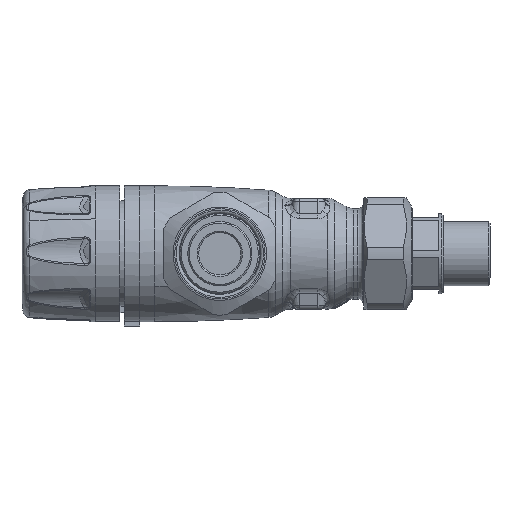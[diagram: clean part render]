
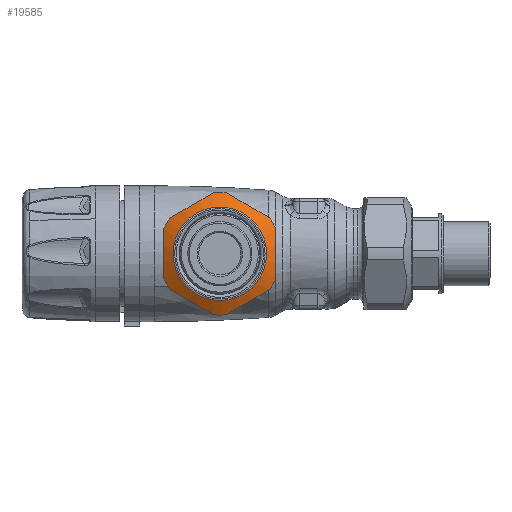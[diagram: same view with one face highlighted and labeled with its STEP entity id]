
A CAD part, left-side view. The second image highlights one B-rep face of the part: STEP entity #19585.
In plain terms, the highlighted conical face has half-angle 60 degrees and reference radius 17.78 mm.
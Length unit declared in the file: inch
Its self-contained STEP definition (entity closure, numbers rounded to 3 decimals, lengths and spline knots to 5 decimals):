
#39=(
BOUNDED_CURVE()
B_SPLINE_CURVE(2,(#86316,#86317,#86318),.UNSPECIFIED.,.F.,.F.)
B_SPLINE_CURVE_WITH_KNOTS((3,3),(0.,1.67512),.UNSPECIFIED.)
CURVE()
GEOMETRIC_REPRESENTATION_ITEM()
RATIONAL_B_SPLINE_CURVE((1.,1.096,1.))
REPRESENTATION_ITEM('')
);
#40=(
BOUNDED_CURVE()
B_SPLINE_CURVE(2,(#86322,#86323,#86324),.UNSPECIFIED.,.F.,.F.)
B_SPLINE_CURVE_WITH_KNOTS((3,3),(0.,1.67512),.UNSPECIFIED.)
CURVE()
GEOMETRIC_REPRESENTATION_ITEM()
RATIONAL_B_SPLINE_CURVE((1.,1.096,1.))
REPRESENTATION_ITEM('')
);
#41=(
BOUNDED_CURVE()
B_SPLINE_CURVE(2,(#86328,#86329,#86330),.UNSPECIFIED.,.F.,.F.)
B_SPLINE_CURVE_WITH_KNOTS((3,3),(0.,1.67512),.UNSPECIFIED.)
CURVE()
GEOMETRIC_REPRESENTATION_ITEM()
RATIONAL_B_SPLINE_CURVE((1.,1.096,1.))
REPRESENTATION_ITEM('')
);
#42=(
BOUNDED_CURVE()
B_SPLINE_CURVE(2,(#86334,#86335,#86336),.UNSPECIFIED.,.F.,.F.)
B_SPLINE_CURVE_WITH_KNOTS((3,3),(0.,1.67512),.UNSPECIFIED.)
CURVE()
GEOMETRIC_REPRESENTATION_ITEM()
RATIONAL_B_SPLINE_CURVE((1.,1.096,1.))
REPRESENTATION_ITEM('')
);
#43=(
BOUNDED_CURVE()
B_SPLINE_CURVE(2,(#86340,#86341,#86342),.UNSPECIFIED.,.F.,.F.)
B_SPLINE_CURVE_WITH_KNOTS((3,3),(0.,1.67512),.UNSPECIFIED.)
CURVE()
GEOMETRIC_REPRESENTATION_ITEM()
RATIONAL_B_SPLINE_CURVE((1.,1.096,1.))
REPRESENTATION_ITEM('')
);
#44=(
BOUNDED_CURVE()
B_SPLINE_CURVE(2,(#86346,#86347,#86348),.UNSPECIFIED.,.F.,.F.)
B_SPLINE_CURVE_WITH_KNOTS((3,3),(0.,1.67512),.UNSPECIFIED.)
CURVE()
GEOMETRIC_REPRESENTATION_ITEM()
RATIONAL_B_SPLINE_CURVE((1.,1.096,1.))
REPRESENTATION_ITEM('')
);
#1001=CONICAL_SURFACE('',#21689,0.7,1.047);
#2441=FACE_OUTER_BOUND('',#3735,.T.);
#3735=EDGE_LOOP('',(#16862,#16863,#16864,#16865,#16866,#16867,#16868,#16869,
#16870,#16871,#16872,#16873,#16874,#16875,#16876,#16877));
#4804=CIRCLE('',#21686,0.60928);
#4806=CIRCLE('',#21690,0.8);
#4807=CIRCLE('',#21691,0.8);
#4808=CIRCLE('',#21692,0.8);
#4809=CIRCLE('',#21693,0.8);
#4810=CIRCLE('',#21694,0.8);
#4811=CIRCLE('',#21695,0.8);
#4812=CIRCLE('',#21696,0.8);
#5646=LINE('',#86312,#6481);
#6481=VECTOR('',#26529,0.7);
#8654=VERTEX_POINT('',#86304);
#8656=VERTEX_POINT('',#86311);
#8657=VERTEX_POINT('',#86313);
#8658=VERTEX_POINT('',#86315);
#8659=VERTEX_POINT('',#86319);
#8660=VERTEX_POINT('',#86321);
#8661=VERTEX_POINT('',#86325);
#8662=VERTEX_POINT('',#86327);
#8663=VERTEX_POINT('',#86331);
#8664=VERTEX_POINT('',#86333);
#8665=VERTEX_POINT('',#86337);
#8666=VERTEX_POINT('',#86339);
#8667=VERTEX_POINT('',#86343);
#8668=VERTEX_POINT('',#86345);
#11395=EDGE_CURVE('',#8654,#8654,#4804,.T.);
#11397=EDGE_CURVE('',#8654,#8656,#5646,.T.);
#11398=EDGE_CURVE('',#8657,#8656,#4806,.T.);
#11399=EDGE_CURVE('',#8658,#8657,#39,.T.);
#11400=EDGE_CURVE('',#8659,#8658,#4807,.T.);
#11401=EDGE_CURVE('',#8660,#8659,#40,.T.);
#11402=EDGE_CURVE('',#8661,#8660,#4808,.T.);
#11403=EDGE_CURVE('',#8662,#8661,#41,.T.);
#11404=EDGE_CURVE('',#8663,#8662,#4809,.T.);
#11405=EDGE_CURVE('',#8664,#8663,#42,.T.);
#11406=EDGE_CURVE('',#8665,#8664,#4810,.T.);
#11407=EDGE_CURVE('',#8666,#8665,#43,.T.);
#11408=EDGE_CURVE('',#8667,#8666,#4811,.T.);
#11409=EDGE_CURVE('',#8668,#8667,#44,.T.);
#11410=EDGE_CURVE('',#8656,#8668,#4812,.T.);
#16862=ORIENTED_EDGE('',*,*,#11395,.F.);
#16863=ORIENTED_EDGE('',*,*,#11397,.T.);
#16864=ORIENTED_EDGE('',*,*,#11398,.F.);
#16865=ORIENTED_EDGE('',*,*,#11399,.F.);
#16866=ORIENTED_EDGE('',*,*,#11400,.F.);
#16867=ORIENTED_EDGE('',*,*,#11401,.F.);
#16868=ORIENTED_EDGE('',*,*,#11402,.F.);
#16869=ORIENTED_EDGE('',*,*,#11403,.F.);
#16870=ORIENTED_EDGE('',*,*,#11404,.F.);
#16871=ORIENTED_EDGE('',*,*,#11405,.F.);
#16872=ORIENTED_EDGE('',*,*,#11406,.F.);
#16873=ORIENTED_EDGE('',*,*,#11407,.F.);
#16874=ORIENTED_EDGE('',*,*,#11408,.F.);
#16875=ORIENTED_EDGE('',*,*,#11409,.F.);
#16876=ORIENTED_EDGE('',*,*,#11410,.F.);
#16877=ORIENTED_EDGE('',*,*,#11397,.F.);
#19585=ADVANCED_FACE('',(#2441),#1001,.T.);
#21686=AXIS2_PLACEMENT_3D('',#86306,#26521,#26522);
#21689=AXIS2_PLACEMENT_3D('',#86310,#26527,#26528);
#21690=AXIS2_PLACEMENT_3D('',#86314,#26530,#26531);
#21691=AXIS2_PLACEMENT_3D('',#86320,#26532,#26533);
#21692=AXIS2_PLACEMENT_3D('',#86326,#26534,#26535);
#21693=AXIS2_PLACEMENT_3D('',#86332,#26536,#26537);
#21694=AXIS2_PLACEMENT_3D('',#86338,#26538,#26539);
#21695=AXIS2_PLACEMENT_3D('',#86344,#26540,#26541);
#21696=AXIS2_PLACEMENT_3D('',#86349,#26542,#26543);
#26521=DIRECTION('center_axis',(0.,0.,
1.));
#26522=DIRECTION('ref_axis',(-1.,0.,0.));
#26527=DIRECTION('center_axis',(0.,0.,-1.));
#26528=DIRECTION('ref_axis',(1.,0.,0.));
#26529=DIRECTION('',(-0.866,0.,-0.5));
#26530=DIRECTION('center_axis',(0.,0.,-1.));
#26531=DIRECTION('ref_axis',(-1.,0.,0.));
#26532=DIRECTION('center_axis',(0.,0.,-1.));
#26533=DIRECTION('ref_axis',(-1.,0.,0.));
#26534=DIRECTION('center_axis',(0.,0.,-1.));
#26535=DIRECTION('ref_axis',(-1.,0.,0.));
#26536=DIRECTION('center_axis',(0.,0.,-1.));
#26537=DIRECTION('ref_axis',(-1.,0.,0.));
#26538=DIRECTION('center_axis',(0.,0.,-1.));
#26539=DIRECTION('ref_axis',(-1.,0.,0.));
#26540=DIRECTION('center_axis',(0.,0.,-1.));
#26541=DIRECTION('ref_axis',(-1.,0.,0.));
#26542=DIRECTION('center_axis',(0.,0.,-1.));
#26543=DIRECTION('ref_axis',(-1.,0.,0.));
#86304=CARTESIAN_POINT('',(-0.60928,0.,0.62464));
#86306=CARTESIAN_POINT('Origin',(0.,0.,
0.62464));
#86310=CARTESIAN_POINT('Origin',(0.,0.,0.57226));
#86311=CARTESIAN_POINT('',(-0.8,0.,0.51453));
#86312=CARTESIAN_POINT('',(-0.7,0.,0.57226));
#86313=CARTESIAN_POINT('',(-0.79583,-0.08158,0.51453));
#86314=CARTESIAN_POINT('Origin',(0.,0.,0.51453));
#86315=CARTESIAN_POINT('',(-0.46857,-0.64842,0.51453));
#86316=CARTESIAN_POINT('Ctrl Pts',(-0.46857,-0.64842,
0.51453));
#86317=CARTESIAN_POINT('Ctrl Pts',(-0.6322,-0.365,0.59182));
#86318=CARTESIAN_POINT('Ctrl Pts',(-0.79583,-0.08158,
0.51453));
#86319=CARTESIAN_POINT('',(-0.32726,-0.73,0.51453));
#86320=CARTESIAN_POINT('Origin',(0.,0.,0.51453));
#86321=CARTESIAN_POINT('',(0.32726,-0.73,0.51453));
#86322=CARTESIAN_POINT('Ctrl Pts',(0.32726,-0.73,0.51453));
#86323=CARTESIAN_POINT('Ctrl Pts',(0.,-0.73,0.59182));
#86324=CARTESIAN_POINT('Ctrl Pts',(-0.32726,-0.73,0.51453));
#86325=CARTESIAN_POINT('',(0.46857,-0.64842,0.51453));
#86326=CARTESIAN_POINT('Origin',(0.,0.,0.51453));
#86327=CARTESIAN_POINT('',(0.79583,-0.08158,0.51453));
#86328=CARTESIAN_POINT('Ctrl Pts',(0.79583,-0.08158,
0.51453));
#86329=CARTESIAN_POINT('Ctrl Pts',(0.6322,-0.365,
0.59182));
#86330=CARTESIAN_POINT('Ctrl Pts',(0.46857,-0.64842,
0.51453));
#86331=CARTESIAN_POINT('',(0.79583,0.08158,0.51453));
#86332=CARTESIAN_POINT('Origin',(0.,0.,0.51453));
#86333=CARTESIAN_POINT('',(0.46857,0.64842,0.51453));
#86334=CARTESIAN_POINT('Ctrl Pts',(0.46857,0.64842,
0.51453));
#86335=CARTESIAN_POINT('Ctrl Pts',(0.6322,0.365,0.59182));
#86336=CARTESIAN_POINT('Ctrl Pts',(0.79583,0.08158,
0.51453));
#86337=CARTESIAN_POINT('',(0.32726,0.73,0.51453));
#86338=CARTESIAN_POINT('Origin',(0.,0.,0.51453));
#86339=CARTESIAN_POINT('',(-0.32726,0.73,0.51453));
#86340=CARTESIAN_POINT('Ctrl Pts',(-0.32726,0.73,
0.51453));
#86341=CARTESIAN_POINT('Ctrl Pts',(0.,0.73,0.59182));
#86342=CARTESIAN_POINT('Ctrl Pts',(0.32726,0.73,0.51453));
#86343=CARTESIAN_POINT('',(-0.46857,0.64842,0.51453));
#86344=CARTESIAN_POINT('Origin',(0.,0.,0.51453));
#86345=CARTESIAN_POINT('',(-0.79583,0.08158,0.51453));
#86346=CARTESIAN_POINT('Ctrl Pts',(-0.79583,0.08158,
0.51453));
#86347=CARTESIAN_POINT('Ctrl Pts',(-0.6322,0.365,
0.59182));
#86348=CARTESIAN_POINT('Ctrl Pts',(-0.46857,0.64842,
0.51453));
#86349=CARTESIAN_POINT('Origin',(0.,0.,0.51453));
